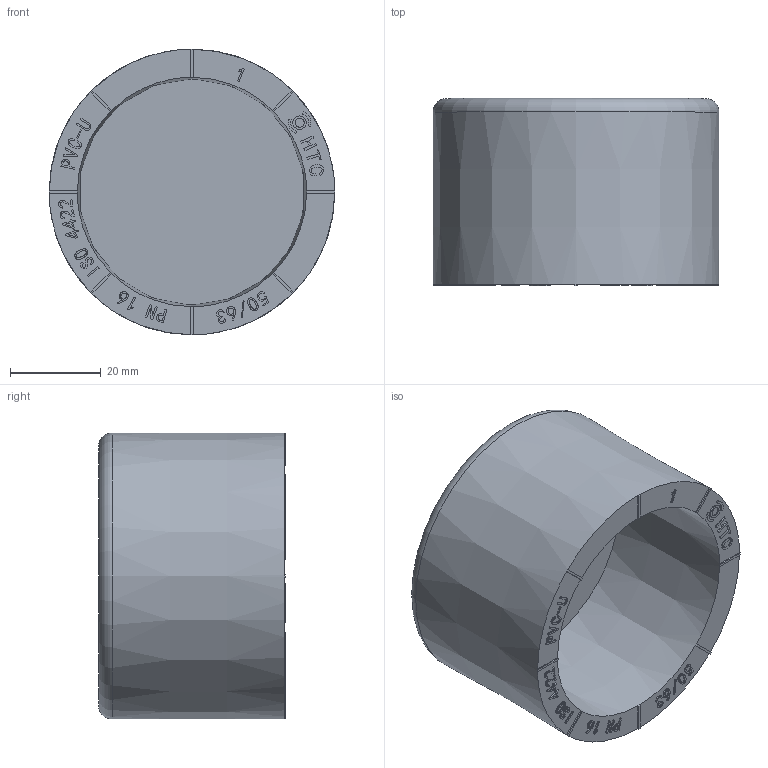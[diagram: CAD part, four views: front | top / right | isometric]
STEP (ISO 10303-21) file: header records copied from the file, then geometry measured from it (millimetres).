
FILE_DESCRIPTION(/* description */ (''),/* implementation_level */ '2;1');
FILE_NAME(/* name */ 'Z2A063050.stp',/* time_stamp */ '2025-06-13T09:04:07+08:00',/* author */ (''),/* organization */ (''),/* preprocessor_version */ 'ST-DEVELOPER v16.7',/* originating_system */ 'SIEMENS PLM Software NX 12.0',/* authorisation */ '');
FILE_SCHEMA (('AUTOMOTIVE_DESIGN { 1 0 10303 214 3 1 1 1 }'));
Length unit declared in the file: millimetre
Products named in the file (1): Admi1F200BFDrp6x
Bounding box: 63.09 x 41.25 x 63.09 mm (x, y, z)
Volume: 66302.7 mm3; surface area: 19041.4 mm2
Topology: 1 solids, 1 shells, 1128 faces, 3234 edges, 2145 vertices
Faces by surface type: plane 1113, extrusion 6, cylinder 6, cone 2, torus 1
Full cylindrical faces by diameter (mm): 2 x1, 3 x1
Entity records: 40716 total; most frequent: CARTESIAN_POINT 15353, ORIENTED_EDGE 6454, DIRECTION 3406, EDGE_CURVE 3227, VERTEX_POINT 2143, B_SPLINE_CURVE_WITH_KNOTS 2094, EDGE_LOOP 1170, AXIS2_PLACEMENT_3D 1138
